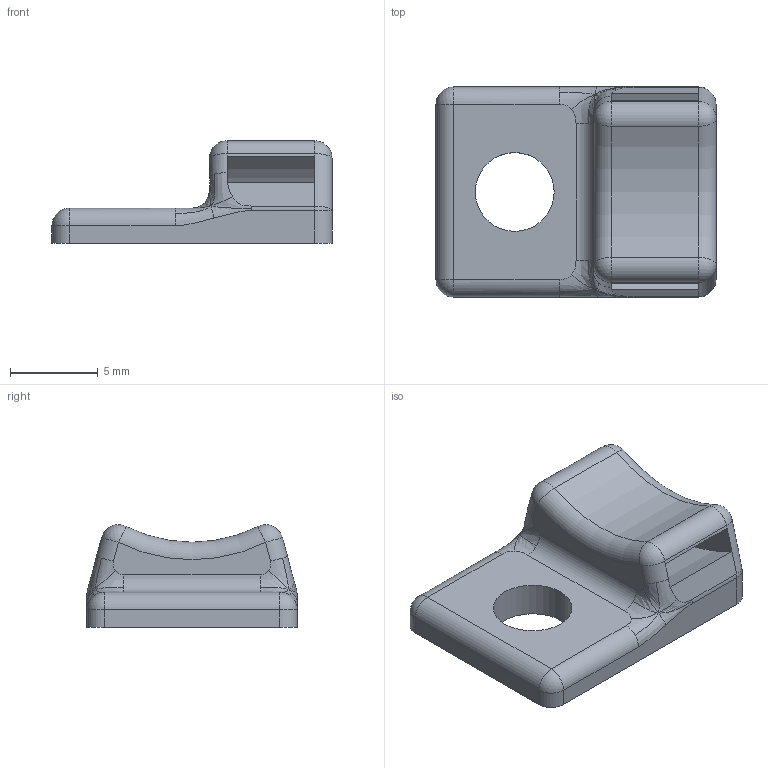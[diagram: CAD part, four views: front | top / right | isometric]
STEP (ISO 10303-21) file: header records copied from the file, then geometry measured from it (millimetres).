
FILE_DESCRIPTION(/* description */ (''),/* implementation_level */ '2;1');
FILE_NAME(/* name */ 'm4_small_cable_tie_mount.step',/* time_stamp */ '2018-11-16T08:19:27+00:00',/* author */ ('tinkercad-griff'),/* organization */ (''),/* preprocessor_version */ 'ST-DEVELOPER v17.2',/* originating_system */ 'Autodesk Translation Framework v7.6.0.251',/* authorisation */ '');
FILE_SCHEMA (('AUTOMOTIVE_DESIGN { 1 0 10303 214 3 1 1 }'));
Length unit declared in the file: millimetre
Products named in the file (1): 2020 cable tie mount
Bounding box: 16 x 12 x 5.86 mm (x, y, z)
Volume: 514.7 mm3; surface area: 700.5 mm2
Topology: 1 solids, 1 shells, 59 faces, 137 edges, 78 vertices
Faces by surface type: cylinder 20, bspline 16, plane 13, sphere 8, torus 2
Full cylindrical faces by diameter (mm): 4.5 x1
Entity records: 3508 total; most frequent: CARTESIAN_POINT 2205, ORIENTED_EDGE 274, DIRECTION 251, EDGE_CURVE 137, AXIS2_PLACEMENT_3D 102, VERTEX_POINT 78, EDGE_LOOP 61, FACE_OUTER_BOUND 59
